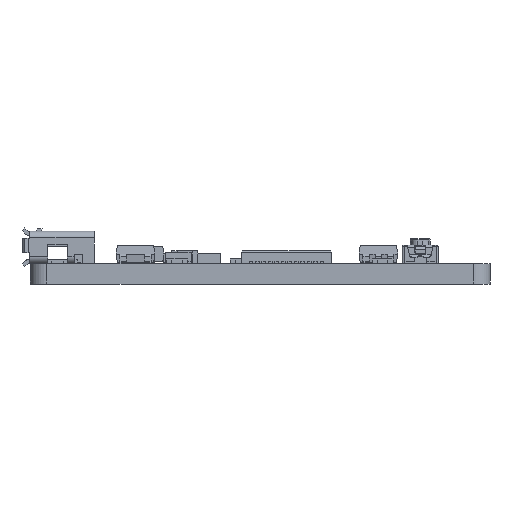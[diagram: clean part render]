
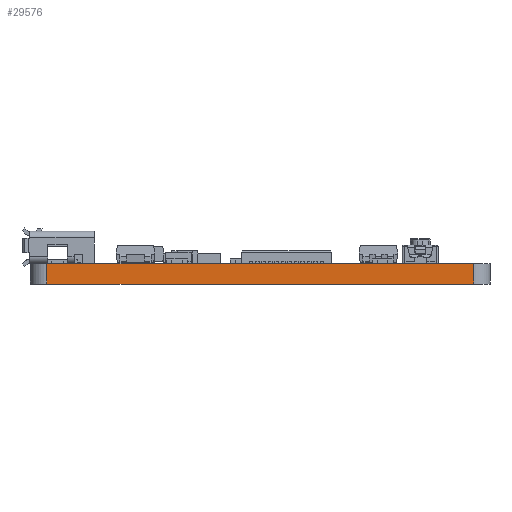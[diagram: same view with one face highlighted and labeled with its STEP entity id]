
A CAD part, front view. The second image highlights one B-rep face of the part: STEP entity #29576.
In plain terms, the highlighted planar face has unit normal (0, -1, 0).
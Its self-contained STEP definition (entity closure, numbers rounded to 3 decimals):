
#459=PLANE('',#31511);
#1740=FACE_OUTER_BOUND('',#3291,.T.);
#3291=EDGE_LOOP('',(#20157,#20158,#20159,#20160));
#5057=LINE('',#42127,#8599);
#5058=LINE('',#42130,#8600);
#5059=LINE('',#42132,#8601);
#5060=LINE('',#42133,#8602);
#8599=VECTOR('',#34194,10.);
#8600=VECTOR('',#34197,10.);
#8601=VECTOR('',#34198,10.);
#8602=VECTOR('',#34199,10.);
#12897=VERTEX_POINT('',#42123);
#12898=VERTEX_POINT('',#42125);
#12899=VERTEX_POINT('',#42129);
#12900=VERTEX_POINT('',#42131);
#15785=EDGE_CURVE('',#12897,#12898,#5057,.T.);
#15786=EDGE_CURVE('',#12899,#12897,#5058,.T.);
#15787=EDGE_CURVE('',#12900,#12898,#5059,.T.);
#15788=EDGE_CURVE('',#12899,#12900,#5060,.T.);
#20157=ORIENTED_EDGE('',*,*,#15786,.T.);
#20158=ORIENTED_EDGE('',*,*,#15785,.T.);
#20159=ORIENTED_EDGE('',*,*,#15787,.F.);
#20160=ORIENTED_EDGE('',*,*,#15788,.F.);
#29576=ADVANCED_FACE('',(#1740),#459,.T.);
#31511=AXIS2_PLACEMENT_3D('',#42128,#34195,#34196);
#34194=DIRECTION('',(0.,0.,1.));
#34195=DIRECTION('center_axis',(0.,-1.,0.));
#34196=DIRECTION('ref_axis',(1.,0.,0.));
#34197=DIRECTION('',(1.,0.,0.));
#34198=DIRECTION('',(1.,0.,0.));
#34199=DIRECTION('',(0.,0.,1.));
#42123=CARTESIAN_POINT('',(34.29,0.,0.));
#42125=CARTESIAN_POINT('',(34.29,0.,1.57));
#42127=CARTESIAN_POINT('',(34.29,0.,0.));
#42128=CARTESIAN_POINT('Origin',(1.27,0.,0.));
#42129=CARTESIAN_POINT('',(1.27,0.,0.));
#42130=CARTESIAN_POINT('',(1.27,0.,0.));
#42131=CARTESIAN_POINT('',(1.27,0.,1.57));
#42132=CARTESIAN_POINT('',(1.27,0.,1.57));
#42133=CARTESIAN_POINT('',(1.27,0.,0.));
